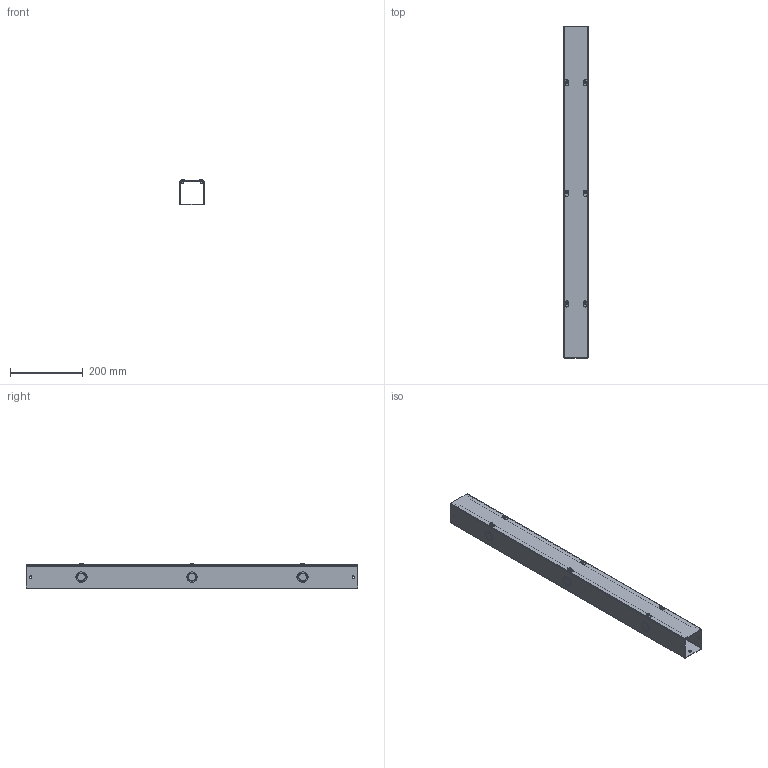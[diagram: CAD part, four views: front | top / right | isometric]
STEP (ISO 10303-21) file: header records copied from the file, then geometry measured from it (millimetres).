
FILE_DESCRIPTION (( 'STEP AP203' ), '1' );
FILE_NAME ('CWSC236.step', '2024-04-25T15:02:44', ( '' ), ( '' ), 'SwSTEP 2.0', 'SolidWorks 2023', '' );
FILE_SCHEMA (( 'CONFIG_CONTROL_DESIGN' ));
Length unit declared in the file: inch
Products named in the file (1): CWSC236
Bounding box: 70.05 x 914.4 x 70.84 mm (x, y, z)
Volume: 374837.7 mm3; surface area: 517055.5 mm2
Topology: 8 solids, 8 shells, 486 faces, 1338 edges, 880 vertices
Faces by surface type: cylinder 230, plane 220, bspline 24, cone 12
Entity records: 16835 total; most frequent: CARTESIAN_POINT 4061, DIRECTION 2712, ORIENTED_EDGE 2676, EDGE_CURVE 1338, AXIS2_PLACEMENT_3D 971, VERTEX_POINT 880, VECTOR 770, LINE 770
